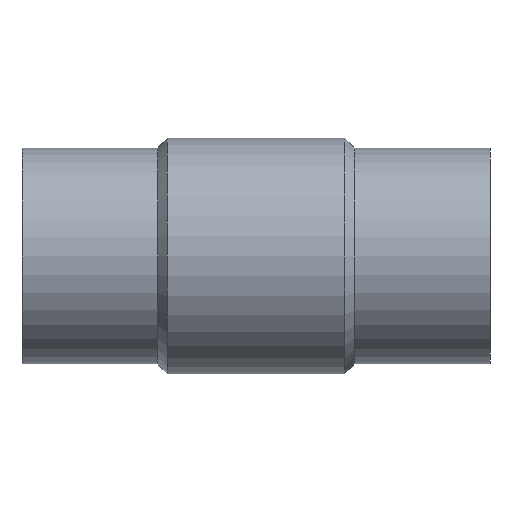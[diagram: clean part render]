
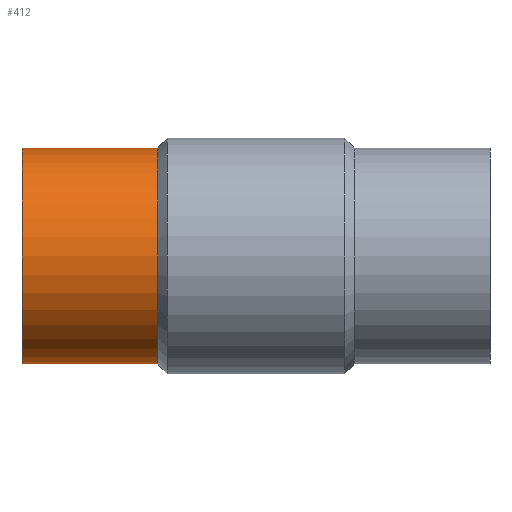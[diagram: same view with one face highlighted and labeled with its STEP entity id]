
A CAD part, front view. The second image highlights one B-rep face of the part: STEP entity #412.
In plain terms, the highlighted cylindrical face has radius 80 mm (diameter 160 mm), a full revolution.
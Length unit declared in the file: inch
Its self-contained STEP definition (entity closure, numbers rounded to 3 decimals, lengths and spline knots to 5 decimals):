
#18 = VERTEX_POINT ( 'NONE', #150 ) ;
#23 = DIRECTION ( 'NONE',  ( 0., 0., -1. ) ) ;
#32 = CIRCLE ( 'NONE', #261, 3.14961 ) ;
#61 = CARTESIAN_POINT ( 'NONE',  ( -11.47638, 0., 0. ) ) ;
#80 = VERTEX_POINT ( 'NONE', #87 ) ;
#83 = EDGE_LOOP ( 'NONE', ( #96 ) ) ;
#87 = CARTESIAN_POINT ( 'NONE',  ( -9.56693, 0., -3.14961 ) ) ;
#96 = ORIENTED_EDGE ( 'NONE', *, *, #350, .T. ) ;
#150 = CARTESIAN_POINT ( 'NONE',  ( -13.52083, 0., -3.14961 ) ) ;
#182 = FACE_OUTER_BOUND ( 'NONE', #83, .T. ) ;
#261 = AXIS2_PLACEMENT_3D ( 'NONE', #555, #559, #570 ) ;
#295 = ORIENTED_EDGE ( 'NONE', *, *, #331, .T. ) ;
#298 = AXIS2_PLACEMENT_3D ( 'NONE', #61, #447, #23 ) ;
#299 = FACE_OUTER_BOUND ( 'NONE', #378, .T. ) ;
#327 = DIRECTION ( 'NONE',  ( 0., 0., -1. ) ) ;
#331 = EDGE_CURVE ( 'NONE', #18, #18, #32, .T. ) ;
#350 = EDGE_CURVE ( 'NONE', #80, #80, #567, .T. ) ;
#378 = EDGE_LOOP ( 'NONE', ( #295 ) ) ;
#397 = CYLINDRICAL_SURFACE ( 'NONE', #298, 3.14961 ) ;
#412 = ADVANCED_FACE ( 'NONE', ( #182, #299 ), #397, .T. ) ;
#447 = DIRECTION ( 'NONE',  ( 1., 0., 0. ) ) ;
#511 = AXIS2_PLACEMENT_3D ( 'NONE', #572, #583, #327 ) ;
#555 = CARTESIAN_POINT ( 'NONE',  ( -13.52083, 0., 0. ) ) ;
#559 = DIRECTION ( 'NONE',  ( 1., 0., 0. ) ) ;
#567 = CIRCLE ( 'NONE', #511, 3.14961 ) ;
#570 = DIRECTION ( 'NONE',  ( 0., 0., -1. ) ) ;
#572 = CARTESIAN_POINT ( 'NONE',  ( -9.56693, 0., 0. ) ) ;
#583 = DIRECTION ( 'NONE',  ( -1., 0., 0. ) ) ;
